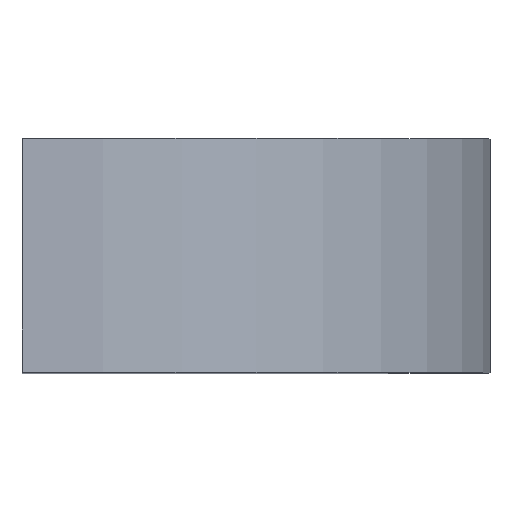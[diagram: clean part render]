
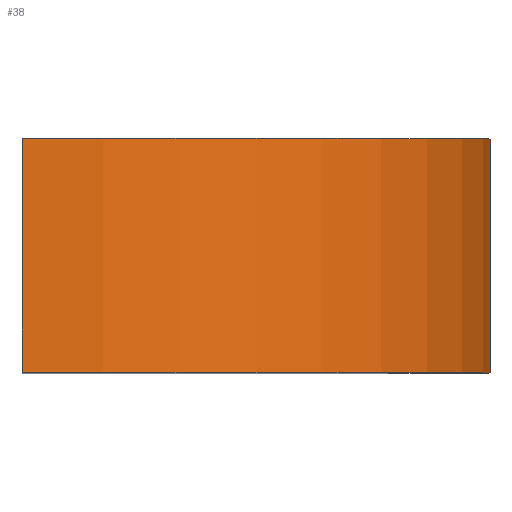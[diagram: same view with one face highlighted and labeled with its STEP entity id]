
A CAD part, top view. The second image highlights one B-rep face of the part: STEP entity #38.
In plain terms, the highlighted cylindrical face has radius 100 mm (diameter 200 mm), a partial arc.
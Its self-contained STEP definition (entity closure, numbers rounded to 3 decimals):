
#5 = VERTEX_POINT ( 'NONE', #47 ) ;
#6 = ORIENTED_EDGE ( 'NONE', *, *, #36, .F. ) ;
#7 = VERTEX_POINT ( 'NONE', #74 ) ;
#8 = DIRECTION ( 'NONE',  ( 0., 1., 0. ) ) ;
#10 = ORIENTED_EDGE ( 'NONE', *, *, #27, .T. ) ;
#19 = CYLINDRICAL_SURFACE ( 'NONE', #102, 100. ) ;
#20 = ORIENTED_EDGE ( 'NONE', *, *, #65, .T. ) ;
#22 = DIRECTION ( 'NONE',  ( 0., 0., 1. ) ) ;
#25 = CARTESIAN_POINT ( 'NONE',  ( 0., 50., -100. ) ) ;
#26 = VECTOR ( 'NONE', #48, 1000. ) ;
#27 = EDGE_CURVE ( 'NONE', #7, #81, #99, .T. ) ;
#32 = DIRECTION ( 'NONE',  ( 0., -1., 0. ) ) ;
#36 = EDGE_CURVE ( 'NONE', #5, #103, #50, .T. ) ;
#38 = ADVANCED_FACE ( 'NONE', ( #123 ), #19, .T. ) ;
#47 = CARTESIAN_POINT ( 'NONE',  ( 0., 50., 100. ) ) ;
#48 = DIRECTION ( 'NONE',  ( 0., -1., 0. ) ) ;
#50 = CIRCLE ( 'NONE', #115, 100. ) ;
#55 = LINE ( 'NONE', #25, #90 ) ;
#57 = DIRECTION ( 'NONE',  ( 0., 0., 1. ) ) ;
#64 = CARTESIAN_POINT ( 'NONE',  ( 0., 50., 100. ) ) ;
#65 = EDGE_CURVE ( 'NONE', #5, #7, #86, .T. ) ;
#70 = ORIENTED_EDGE ( 'NONE', *, *, #117, .F. ) ;
#71 = CARTESIAN_POINT ( 'NONE',  ( 0., 0., 0. ) ) ;
#74 = CARTESIAN_POINT ( 'NONE',  ( 0., 0., 100. ) ) ;
#79 = CARTESIAN_POINT ( 'NONE',  ( 0., 0., -100. ) ) ;
#81 = VERTEX_POINT ( 'NONE', #79 ) ;
#85 = CARTESIAN_POINT ( 'NONE',  ( 0., 50., 0. ) ) ;
#86 = LINE ( 'NONE', #64, #26 ) ;
#90 = VECTOR ( 'NONE', #32, 1000. ) ;
#92 = CARTESIAN_POINT ( 'NONE',  ( 0., 50., 0. ) ) ;
#98 = CARTESIAN_POINT ( 'NONE',  ( 0., 50., -100. ) ) ;
#99 = CIRCLE ( 'NONE', #130, 100. ) ;
#102 = AXIS2_PLACEMENT_3D ( 'NONE', #85, #104, #124 ) ;
#103 = VERTEX_POINT ( 'NONE', #98 ) ;
#104 = DIRECTION ( 'NONE',  ( 0., -1., 0. ) ) ;
#106 = DIRECTION ( 'NONE',  ( 0., 1., 0. ) ) ;
#115 = AXIS2_PLACEMENT_3D ( 'NONE', #92, #106, #57 ) ;
#117 = EDGE_CURVE ( 'NONE', #103, #81, #55, .T. ) ;
#123 = FACE_OUTER_BOUND ( 'NONE', #134, .T. ) ;
#124 = DIRECTION ( 'NONE',  ( 0., 0., -1. ) ) ;
#130 = AXIS2_PLACEMENT_3D ( 'NONE', #71, #8, #22 ) ;
#134 = EDGE_LOOP ( 'NONE', ( #10, #70, #6, #20 ) ) ;
